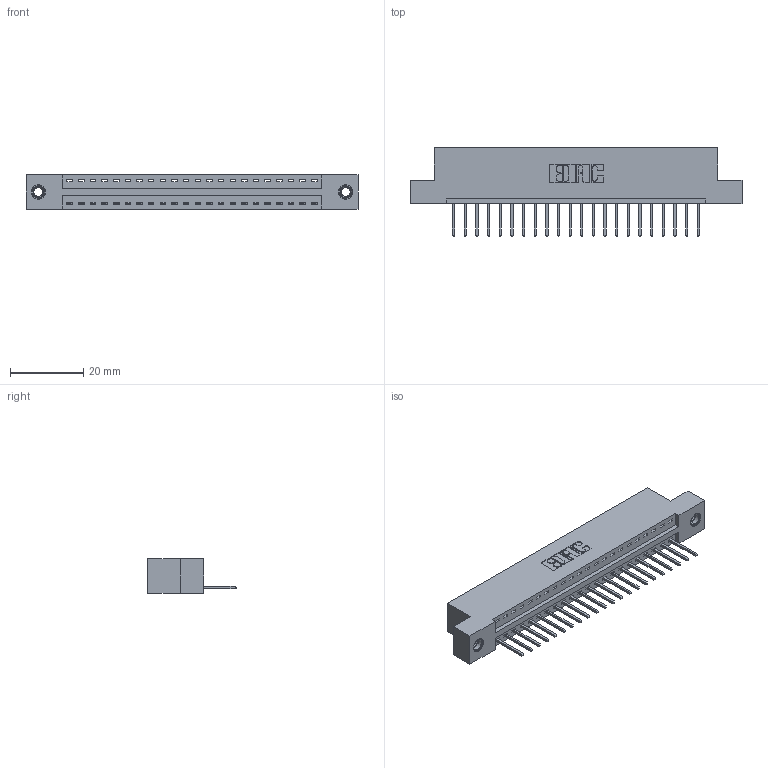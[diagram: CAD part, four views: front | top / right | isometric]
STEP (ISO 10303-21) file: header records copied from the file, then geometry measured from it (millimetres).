
FILE_DESCRIPTION (( 'STEP AP203' ), '1' );
FILE_NAME ('396-022-526-107.STEP', '2018-09-01T09:18:14', ( '' ), ( '' ), 'SwSTEP 2.0', 'SolidWorks 2016', '' );
FILE_SCHEMA (( 'CONFIG_CONTROL_DESIGN' ));
Length unit declared in the file: inch
Products named in the file (4): 346 Part_Flush Mounting Lugs - 0.156 Dia-TI; 345-292-001_345-293-126; 345-250-001_345-250-005-103; 396-022-526-107
Assembly tree (25 placements, depth 2):
  396-022-526-107
    346 Part_Flush Mounting Lugs - 0.156 Dia-TI
    345-292-001_345-293-126  x22
    345-250-001_345-250-005-103  x2
Bounding box: 90.42 x 24.13 x 9.4 mm (x, y, z)
Volume: 8486.7 mm3; surface area: 10404.7 mm2
Topology: 25 solids, 25 shells, 1458 faces, 4337 edges, 2854 vertices
Faces by surface type: plane 988, cylinder 454, cone 12, torus 4
Entity records: 17550 total; most frequent: CARTESIAN_POINT 2997, ORIENTED_EDGE 2946, DIRECTION 2695, EDGE_CURVE 1473, LINE 1233, VECTOR 1233, VERTEX_POINT 976, AXIS2_PLACEMENT_3D 731
